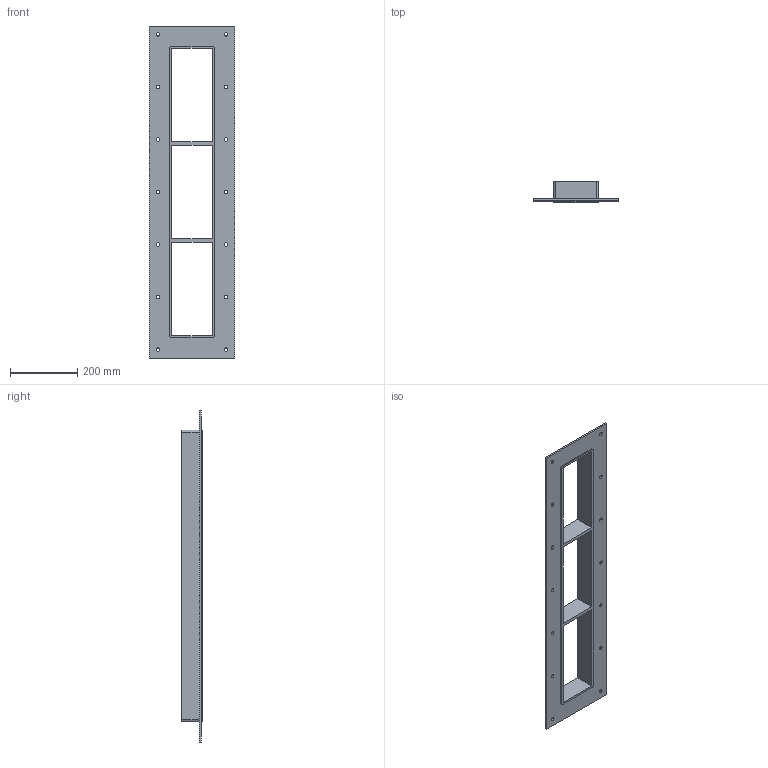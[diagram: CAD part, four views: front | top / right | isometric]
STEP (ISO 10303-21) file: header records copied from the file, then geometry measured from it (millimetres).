
FILE_DESCRIPTION((''),'2;1');
FILE_NAME('GH8+8+8X1.stp','2015-02-20T11:41:51',('se-emikul'),(''),'Autodesk Inventor 2013','Autodesk Inventor 2013','');
FILE_SCHEMA(('AUTOMOTIVE_DESIGN { 1 0 10303 214 1 1 1 1 }'));
Length unit declared in the file: millimetre
Products named in the file (1): GH8+8+8X1
Bounding box: 252.5 x 60 x 986 mm (x, y, z)
Volume: 1651257.7 mm3; surface area: 562886.1 mm2
Topology: 1 solids, 1 shells, 50 faces, 152 edges, 106 vertices
Faces by surface type: plane 28, cylinder 22
Full cylindrical faces by diameter (mm): 10.5 x14
Entity records: 1630 total; most frequent: DIRECTION 270, CARTESIAN_POINT 267, ORIENTED_EDGE 248, EDGE_CURVE 124, EDGE_LOOP 100, AXIS2_PLACEMENT_3D 95, VERTEX_POINT 92, VECTOR 80
